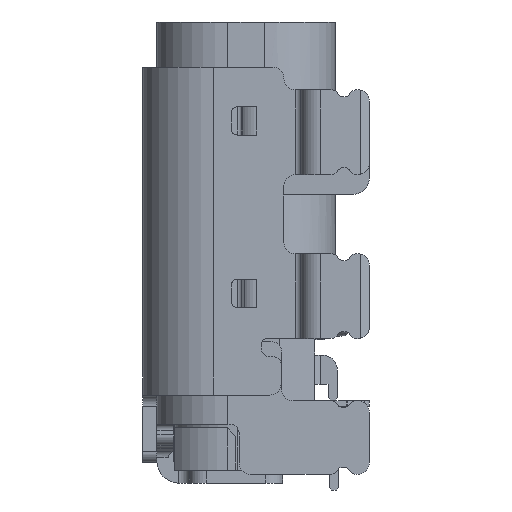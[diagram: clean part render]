
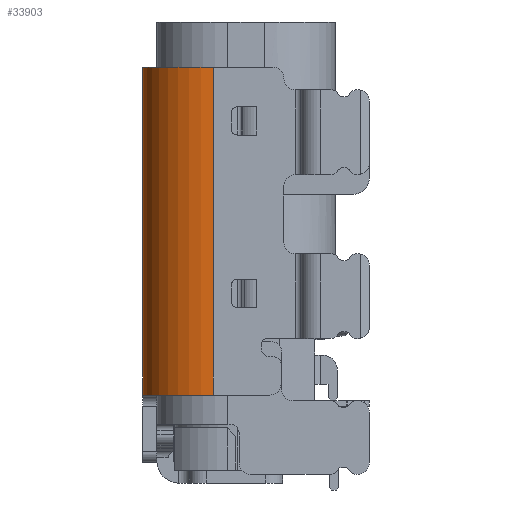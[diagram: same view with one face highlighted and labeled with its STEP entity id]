
A CAD part, left-side view. The second image highlights one B-rep face of the part: STEP entity #33903.
In plain terms, the highlighted cylindrical face has radius 1.25 mm (diameter 2.5 mm), a partial arc.
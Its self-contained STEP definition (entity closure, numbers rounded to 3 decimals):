
#1139=CARTESIAN_POINT('',(-3.49,0.58,-0.25));
#1140=DIRECTION('',(0.,0.,-1.));
#1141=DIRECTION('',(-1.,0.,0.));
#1142=AXIS2_PLACEMENT_3D('',#1139,#1140,#1141);
#1169=CARTESIAN_POINT('',(-3.49,0.58,-6.05));
#1170=DIRECTION('',(0.,0.,1.));
#1171=DIRECTION('',(0.,1.,0.));
#1172=AXIS2_PLACEMENT_3D('',#1169,#1170,#1171);
#2022=DIRECTION('',(0.,0.,1.));
#2023=VECTOR('',#2022,5.8);
#2024=CARTESIAN_POINT('',(-3.49,1.83,-6.05));
#2025=LINE('',#2024,#2023);
#2026=DIRECTION('',(0.,0.,-1.));
#2027=VECTOR('',#2026,5.8);
#2028=CARTESIAN_POINT('',(-4.74,0.58,-0.25));
#2029=LINE('',#2028,#2027);
#26097=CARTESIAN_POINT('',(-3.49,1.83,-0.25));
#26098=VERTEX_POINT('',#26097);
#26099=CARTESIAN_POINT('',(-3.49,1.83,-6.05));
#26101=VERTEX_POINT('',#26099);
#26465=CARTESIAN_POINT('',(-4.74,0.58,-0.25));
#26467=VERTEX_POINT('',#26465);
#26569=CARTESIAN_POINT('',(-4.74,0.58,-6.05));
#26570=VERTEX_POINT('',#26569);
#33892=CARTESIAN_POINT('',(-3.49,0.58,-6.166));
#33893=DIRECTION('',(0.,0.,1.));
#33894=DIRECTION('',(1.,0.,0.));
#33895=AXIS2_PLACEMENT_3D('',#33892,#33893,#33894);
#33896=CYLINDRICAL_SURFACE('',#33895,1.25);
#33897=ORIENTED_EDGE('',*,*,#32388,.F.);
#33898=ORIENTED_EDGE('',*,*,#30825,.T.);
#33899=ORIENTED_EDGE('',*,*,#32341,.F.);
#33900=ORIENTED_EDGE('',*,*,#32554,.T.);
#33901=EDGE_LOOP('',(#33897,#33898,#33899,#33900));
#33902=FACE_OUTER_BOUND('',#33901,.F.);
#33903=ADVANCED_FACE('',(#33902),#33896,.T.);
#1143=CIRCLE('',#1142,1.25);
#1173=CIRCLE('',#1172,1.25);
#30825=EDGE_CURVE('',#26101,#26098,#2025,.T.);
#32341=EDGE_CURVE('',#26467,#26098,#1143,.T.);
#32388=EDGE_CURVE('',#26101,#26570,#1173,.T.);
#32554=EDGE_CURVE('',#26467,#26570,#2029,.T.);
